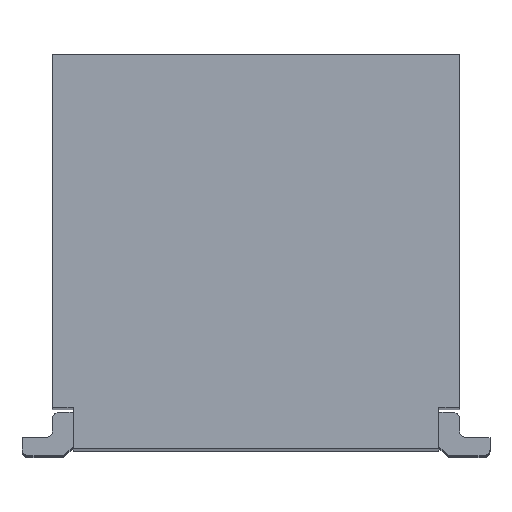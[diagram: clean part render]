
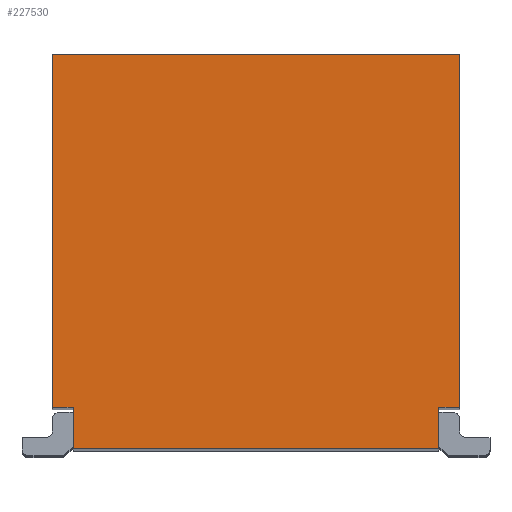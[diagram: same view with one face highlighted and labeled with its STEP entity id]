
A CAD part, top view. The second image highlights one B-rep face of the part: STEP entity #227530.
In plain terms, the highlighted planar face has unit normal (0, 0, 1).
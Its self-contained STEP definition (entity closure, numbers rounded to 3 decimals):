
#226820=CARTESIAN_POINT('',(-0.67,-0.562,11.185
));
#226830=DIRECTION('',(0.,0.,-1.));
#226840=DIRECTION('',(-1.,0.,0.));
#226850=AXIS2_PLACEMENT_3D('',#226820,#226830,#226840);
#226860=PLANE('',#226850);
#226870=CARTESIAN_POINT('',(0.,-1.15,11.185));
#226880=DIRECTION('',(1.,0.,0.));
#226890=VECTOR('',#226880,1.);
#226900=LINE('',#226870,#226890);
#226910=CARTESIAN_POINT('',(1.32,-1.15,11.185));
#226920=VERTEX_POINT('',#226910);
#226930=CARTESIAN_POINT('',(1.47,-1.15,11.185));
#226940=VERTEX_POINT('',#226930);
#226950=EDGE_CURVE('',#226920,#226940,#226900,.T.);
#226960=ORIENTED_EDGE('',*,*,#226950,.T.);
#226970=CARTESIAN_POINT('',(1.32,-0.5,11.185));
#226980=DIRECTION('',(0.,-1.,0.));
#226990=VECTOR('',#226980,1.);
#227000=LINE('',#226970,#226990);
#227010=CARTESIAN_POINT('',(1.32,-1.45,11.185));
#227020=VERTEX_POINT('',#227010);
#227030=EDGE_CURVE('',#226920,#227020,#227000,.T.);
#227040=ORIENTED_EDGE('',*,*,#227030,.F.);
#227050=CARTESIAN_POINT('',(0.,-1.45,11.185));
#227060=DIRECTION('',(-1.,0.,0.));
#227070=VECTOR('',#227060,1.);
#227080=LINE('',#227050,#227070);
#227090=CARTESIAN_POINT('',(-1.32,-1.45,11.185));
#227100=VERTEX_POINT('',#227090);
#227110=EDGE_CURVE('',#227020,#227100,#227080,.T.);
#227120=ORIENTED_EDGE('',*,*,#227110,.F.);
#227130=CARTESIAN_POINT('',(-1.32,-0.5,11.185));
#227140=DIRECTION('',(0.,1.,0.));
#227150=VECTOR('',#227140,1.);
#227160=LINE('',#227130,#227150);
#227170=CARTESIAN_POINT('',(-1.32,-1.15,11.185));
#227180=VERTEX_POINT('',#227170);
#227190=EDGE_CURVE('',#227100,#227180,#227160,.T.);
#227200=ORIENTED_EDGE('',*,*,#227190,.F.);
#227210=CARTESIAN_POINT('',(0.,-1.15,11.185));
#227220=DIRECTION('',(1.,0.,0.));
#227230=VECTOR('',#227220,1.);
#227240=LINE('',#227210,#227230);
#227250=CARTESIAN_POINT('',(-1.47,-1.15,11.185));
#227260=VERTEX_POINT('',#227250);
#227270=EDGE_CURVE('',#227260,#227180,#227240,.T.);
#227280=ORIENTED_EDGE('',*,*,#227270,.T.);
#227290=CARTESIAN_POINT('',(-1.47,-0.6,11.185));
#227300=DIRECTION('',(0.,-1.,0.));
#227310=VECTOR('',#227300,1.);
#227320=LINE('',#227290,#227310);
#227330=CARTESIAN_POINT('',(-1.47,1.4,11.185));
#227340=VERTEX_POINT('',#227330);
#227350=EDGE_CURVE('',#227340,#227260,#227320,.T.);
#227360=ORIENTED_EDGE('',*,*,#227350,.T.);
#227370=CARTESIAN_POINT('',(0.,1.4,11.185));
#227380=DIRECTION('',(1.,0.,0.));
#227390=VECTOR('',#227380,1.);
#227400=LINE('',#227370,#227390);
#227410=CARTESIAN_POINT('',(1.47,1.4,11.185));
#227420=VERTEX_POINT('',#227410);
#227430=EDGE_CURVE('',#227340,#227420,#227400,.T.);
#227440=ORIENTED_EDGE('',*,*,#227430,.F.);
#227450=CARTESIAN_POINT('',(1.47,-0.95,11.185));
#227460=DIRECTION('',(0.,1.,0.));
#227470=VECTOR('',#227460,1.);
#227480=LINE('',#227450,#227470);
#227490=EDGE_CURVE('',#226940,#227420,#227480,.T.);
#227500=ORIENTED_EDGE('',*,*,#227490,.T.);
#227510=EDGE_LOOP('',(#227500,#227440,#227360,#227280,#227200,#227120,
#227040,#226960));
#227520=FACE_OUTER_BOUND('',#227510,.T.);
#227530=ADVANCED_FACE('',(#227520),#226860,.F.);
